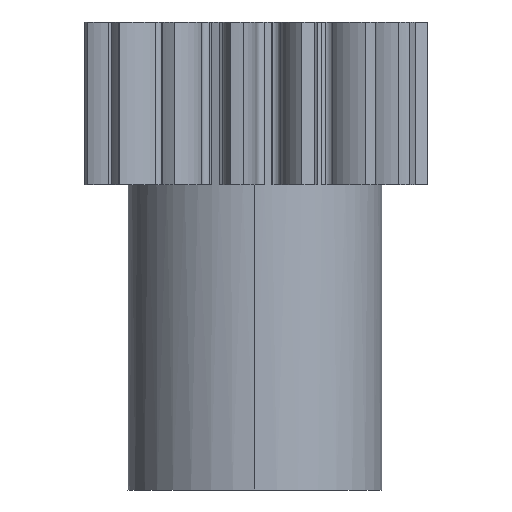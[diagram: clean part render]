
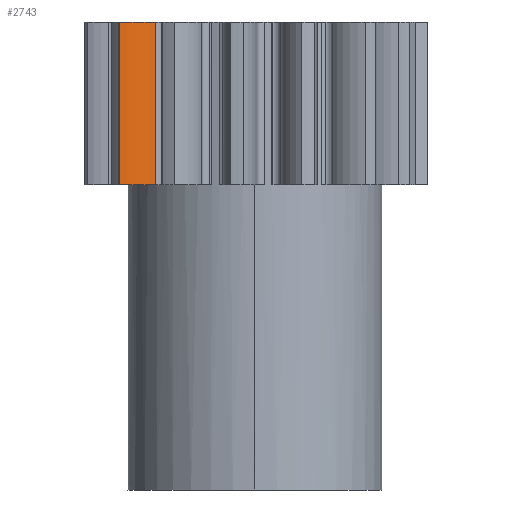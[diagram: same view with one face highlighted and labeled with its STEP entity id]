
A CAD part, left-side view. The second image highlights one B-rep face of the part: STEP entity #2743.
In plain terms, the highlighted cylindrical face has radius 5.13 mm (diameter 10.261 mm), a partial arc.
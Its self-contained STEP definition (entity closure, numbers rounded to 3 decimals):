
#423 = DIRECTION ( 'NONE',  ( 0.669, 0.743, 0. ) ) ;
#424 = DIRECTION ( 'NONE',  ( 0., 0., -1. ) ) ;
#439 = CIRCLE ( 'NONE', #646, 5.13 ) ;
#451 = CARTESIAN_POINT ( 'NONE',  ( -5.386, 13.312, 0. ) ) ;
#459 = CARTESIAN_POINT ( 'NONE',  ( -9.035, 9.706, 16. ) ) ;
#475 = CARTESIAN_POINT ( 'NONE',  ( -9.035, 9.706, 16. ) ) ;
#476 = LINE ( 'NONE', #475, #510 ) ;
#509 = DIRECTION ( 'NONE',  ( 0., 0., 1. ) ) ;
#510 = VECTOR ( 'NONE', #509, 1000. ) ;
#541 = CARTESIAN_POINT ( 'NONE',  ( -10.516, 13.312, 16. ) ) ;
#542 = LINE ( 'NONE', #541, #563 ) ;
#545 = CARTESIAN_POINT ( 'NONE',  ( -10.516, 13.312, 0. ) ) ;
#562 = DIRECTION ( 'NONE',  ( 0., 0., -1. ) ) ;
#563 = VECTOR ( 'NONE', #562, 1000. ) ;
#602 = CARTESIAN_POINT ( 'NONE',  ( -10.516, 13.312, 16. ) ) ;
#604 = DIRECTION ( 'NONE',  ( 0., 0., -1. ) ) ;
#605 = CARTESIAN_POINT ( 'NONE',  ( -5.386, 13.312, 16. ) ) ;
#611 = AXIS2_PLACEMENT_3D ( 'NONE', #619, #664, #663 ) ;
#612 = CYLINDRICAL_SURFACE ( 'NONE', #665, 5.13 ) ;
#616 = CIRCLE ( 'NONE', #611, 5.13 ) ;
#619 = CARTESIAN_POINT ( 'NONE',  ( -5.386, 13.312, 16. ) ) ;
#646 = AXIS2_PLACEMENT_3D ( 'NONE', #451, #424, #423 ) ;
#656 = DIRECTION ( 'NONE',  ( -1., 0., 0. ) ) ;
#662 = FACE_OUTER_BOUND ( 'NONE', #2740, .T. ) ;
#663 = DIRECTION ( 'NONE',  ( 0.669, 0.743, 0. ) ) ;
#664 = DIRECTION ( 'NONE',  ( 0., 0., -1. ) ) ;
#665 = AXIS2_PLACEMENT_3D ( 'NONE', #605, #604, #656 ) ;
#2395 = CARTESIAN_POINT ( 'NONE',  ( -9.035, 9.706, 0. ) ) ;
#2655 = VERTEX_POINT ( 'NONE', #459 ) ;
#2657 = EDGE_CURVE ( 'NONE', #3746, #2655, #476, .T. ) ;
#2717 = VERTEX_POINT ( 'NONE', #545 ) ;
#2718 = VERTEX_POINT ( 'NONE', #602 ) ;
#2720 = EDGE_CURVE ( 'NONE', #2718, #2717, #542, .T. ) ;
#2723 = ORIENTED_EDGE ( 'NONE', *, *, #2657, .T. ) ;
#2740 = EDGE_LOOP ( 'NONE', ( #2751, #2757, #2771, #2723 ) ) ;
#2742 = EDGE_CURVE ( 'NONE', #2655, #2718, #616, .T. ) ;
#2743 = ADVANCED_FACE ( 'NONE', ( #662 ), #612, .T. ) ;
#2751 = ORIENTED_EDGE ( 'NONE', *, *, #2742, .T. ) ;
#2757 = ORIENTED_EDGE ( 'NONE', *, *, #2720, .T. ) ;
#2767 = EDGE_CURVE ( 'NONE', #3746, #2717, #439, .T. ) ;
#2771 = ORIENTED_EDGE ( 'NONE', *, *, #2767, .F. ) ;
#3746 = VERTEX_POINT ( 'NONE', #2395 ) ;
